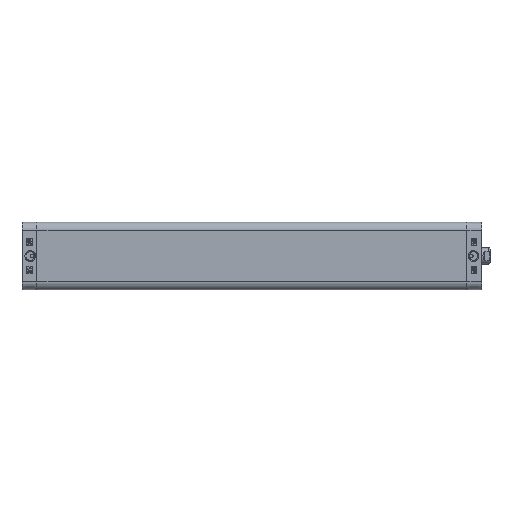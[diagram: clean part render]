
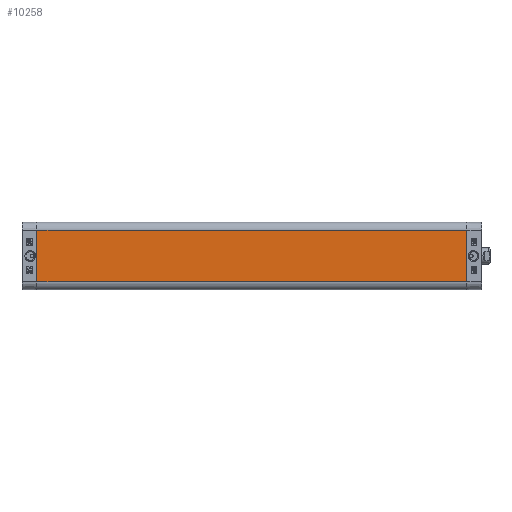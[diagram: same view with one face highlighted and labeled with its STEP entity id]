
A CAD part, left-side view. The second image highlights one B-rep face of the part: STEP entity #10258.
In plain terms, the highlighted planar face has unit normal (-1, 0, 0).
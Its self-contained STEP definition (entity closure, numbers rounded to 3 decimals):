
#5244=CARTESIAN_POINT('',(-32.75,-416.0,24.75));
#5245=VERTEX_POINT('',#5244);
#5252=CARTESIAN_POINT('',(-32.75,-416.0,-24.75));
#5253=VERTEX_POINT('',#5252);
#5254=CARTESIAN_POINT('',(-32.75,-416.0,-24.75));
#5255=DIRECTION('',(0.0,0.0,1.0));
#5256=VECTOR('',#5255,49.5);
#5257=LINE('',#5254,#5256);
#5258=EDGE_CURVE('',#5253,#5245,#5257,.T.);
#10216=CARTESIAN_POINT('',(-32.75,0.0,-24.75));
#10217=VERTEX_POINT('',#10216);
#10218=CARTESIAN_POINT('',(-32.75,0.0,-24.75));
#10219=DIRECTION('',(0.0,-1.0,0.0));
#10220=VECTOR('',#10219,416.0);
#10221=LINE('',#10218,#10220);
#10222=EDGE_CURVE('',#10217,#5253,#10221,.T.);
#10235=CARTESIAN_POINT('',(-32.75,0.0,-24.75));
#10236=DIRECTION('',(-1.0,0.0,0.0));
#10237=DIRECTION('',(0.0,0.0,1.0));
#10238=AXIS2_PLACEMENT_3D('',#10235,#10236,#10237);
#10239=PLANE('',#10238);
#10240=ORIENTED_EDGE('',*,*,#5258,.T.);
#10241=CARTESIAN_POINT('',(-32.75,0.0,24.75));
#10242=VERTEX_POINT('',#10241);
#10243=CARTESIAN_POINT('',(-32.75,0.0,24.75));
#10244=DIRECTION('',(0.0,-1.0,0.0));
#10245=VECTOR('',#10244,416.0);
#10246=LINE('',#10243,#10245);
#10247=EDGE_CURVE('',#10242,#5245,#10246,.T.);
#10248=ORIENTED_EDGE('',*,*,#10247,.F.);
#10249=CARTESIAN_POINT('',(-32.75,0.0,-24.75));
#10250=DIRECTION('',(0.0,0.0,1.0));
#10251=VECTOR('',#10250,49.5);
#10252=LINE('',#10249,#10251);
#10253=EDGE_CURVE('',#10217,#10242,#10252,.T.);
#10254=ORIENTED_EDGE('',*,*,#10253,.F.);
#10255=ORIENTED_EDGE('',*,*,#10222,.T.);
#10256=EDGE_LOOP('',(#10240,#10248,#10254,#10255));
#10257=FACE_OUTER_BOUND('',#10256,.T.);
#10258=ADVANCED_FACE('',(#10257),#10239,.T.);
